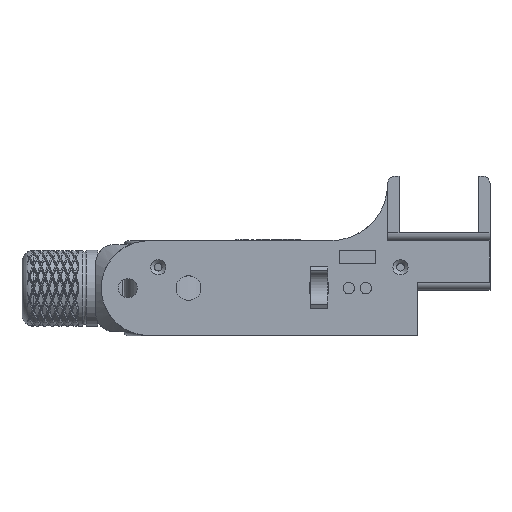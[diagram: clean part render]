
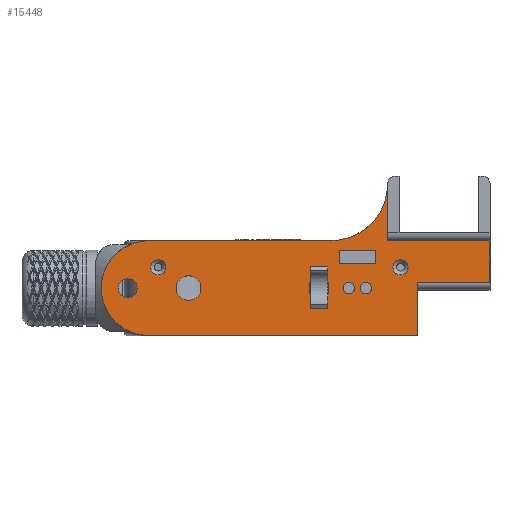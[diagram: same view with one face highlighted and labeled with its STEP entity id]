
A CAD part, top view. The second image highlights one B-rep face of the part: STEP entity #15448.
In plain terms, the highlighted planar face has unit normal (0, 0, 1).
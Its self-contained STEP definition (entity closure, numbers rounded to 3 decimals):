
#724=FACE_BOUND('',#5961,.T.);
#725=FACE_BOUND('',#5962,.T.);
#726=FACE_BOUND('',#5963,.T.);
#727=FACE_BOUND('',#5964,.T.);
#728=FACE_BOUND('',#5965,.T.);
#729=FACE_BOUND('',#5966,.T.);
#730=FACE_BOUND('',#5967,.T.);
#731=FACE_BOUND('',#5968,.T.);
#908=PLANE('',#16022);
#2951=LINE('',#37502,#3595);
#2952=LINE('',#37504,#3596);
#2953=LINE('',#37508,#3597);
#2954=LINE('',#37512,#3598);
#2955=LINE('',#37514,#3599);
#2956=LINE('',#37516,#3600);
#2957=LINE('',#37517,#3601);
#2958=LINE('',#37520,#3602);
#2959=LINE('',#37522,#3603);
#2960=LINE('',#37524,#3604);
#2961=LINE('',#37526,#3605);
#2962=LINE('',#37528,#3606);
#2963=LINE('',#37530,#3607);
#2964=LINE('',#37532,#3608);
#2965=LINE('',#37533,#3609);
#2966=LINE('',#37542,#3610);
#2967=LINE('',#37544,#3611);
#2968=LINE('',#37546,#3612);
#2969=LINE('',#37547,#3613);
#3595=VECTOR('',#17488,10.);
#3596=VECTOR('',#17489,10.);
#3597=VECTOR('',#17492,10.);
#3598=VECTOR('',#17495,10.);
#3599=VECTOR('',#17496,10.);
#3600=VECTOR('',#17497,10.);
#3601=VECTOR('',#17498,10.);
#3602=VECTOR('',#17499,10.);
#3603=VECTOR('',#17500,10.);
#3604=VECTOR('',#17501,10.);
#3605=VECTOR('',#17502,10.);
#3606=VECTOR('',#17503,10.);
#3607=VECTOR('',#17504,10.);
#3608=VECTOR('',#17505,10.);
#3609=VECTOR('',#17506,10.);
#3610=VECTOR('',#17513,10.);
#3611=VECTOR('',#17514,10.);
#3612=VECTOR('',#17515,10.);
#3613=VECTOR('',#17516,10.);
#4899=FACE_OUTER_BOUND('',#5960,.T.);
#5960=EDGE_LOOP('',(#14047,#14048,#14049,#14050,#14051,#14052,#14053,#14054,
#14055));
#5961=EDGE_LOOP('',(#14056,#14057,#14058,#14059,#14060,#14061,#14062,#14063));
#5962=EDGE_LOOP('',(#14064));
#5963=EDGE_LOOP('',(#14065));
#5964=EDGE_LOOP('',(#14066));
#5965=EDGE_LOOP('',(#14067,#14068,#14069,#14070));
#5966=EDGE_LOOP('',(#14071));
#5967=EDGE_LOOP('',(#14072));
#5968=EDGE_LOOP('',(#14073));
#6177=CIRCLE('',#16023,15.);
#6178=CIRCLE('',#16024,12.5);
#6179=CIRCLE('',#16025,2.);
#6180=CIRCLE('',#16026,2.);
#6181=CIRCLE('',#16027,2.5);
#6182=CIRCLE('',#16028,1.5);
#6183=CIRCLE('',#16029,1.5);
#6184=CIRCLE('',#16030,3.25);
#7379=VERTEX_POINT('',#37500);
#7380=VERTEX_POINT('',#37501);
#7381=VERTEX_POINT('',#37503);
#7382=VERTEX_POINT('',#37505);
#7383=VERTEX_POINT('',#37507);
#7384=VERTEX_POINT('',#37509);
#7385=VERTEX_POINT('',#37511);
#7386=VERTEX_POINT('',#37513);
#7387=VERTEX_POINT('',#37515);
#7388=VERTEX_POINT('',#37518);
#7389=VERTEX_POINT('',#37519);
#7390=VERTEX_POINT('',#37521);
#7391=VERTEX_POINT('',#37523);
#7392=VERTEX_POINT('',#37525);
#7393=VERTEX_POINT('',#37527);
#7394=VERTEX_POINT('',#37529);
#7395=VERTEX_POINT('',#37531);
#7396=VERTEX_POINT('',#37534);
#7397=VERTEX_POINT('',#37536);
#7398=VERTEX_POINT('',#37538);
#7399=VERTEX_POINT('',#37540);
#7400=VERTEX_POINT('',#37541);
#7401=VERTEX_POINT('',#37543);
#7402=VERTEX_POINT('',#37545);
#7403=VERTEX_POINT('',#37548);
#7404=VERTEX_POINT('',#37550);
#7405=VERTEX_POINT('',#37552);
#9625=EDGE_CURVE('',#7379,#7380,#2951,.T.);
#9626=EDGE_CURVE('',#7380,#7381,#2952,.T.);
#9627=EDGE_CURVE('',#7381,#7382,#6177,.T.);
#9628=EDGE_CURVE('',#7382,#7383,#2953,.T.);
#9629=EDGE_CURVE('',#7383,#7384,#6178,.T.);
#9630=EDGE_CURVE('',#7385,#7384,#2954,.T.);
#9631=EDGE_CURVE('',#7386,#7385,#2955,.T.);
#9632=EDGE_CURVE('',#7387,#7386,#2956,.T.);
#9633=EDGE_CURVE('',#7379,#7387,#2957,.T.);
#9634=EDGE_CURVE('',#7388,#7389,#2958,.T.);
#9635=EDGE_CURVE('',#7389,#7390,#2959,.T.);
#9636=EDGE_CURVE('',#7390,#7391,#2960,.T.);
#9637=EDGE_CURVE('',#7391,#7392,#2961,.T.);
#9638=EDGE_CURVE('',#7392,#7393,#2962,.T.);
#9639=EDGE_CURVE('',#7393,#7394,#2963,.T.);
#9640=EDGE_CURVE('',#7394,#7395,#2964,.T.);
#9641=EDGE_CURVE('',#7395,#7388,#2965,.T.);
#9642=EDGE_CURVE('',#7396,#7396,#6179,.T.);
#9643=EDGE_CURVE('',#7397,#7397,#6180,.T.);
#9644=EDGE_CURVE('',#7398,#7398,#6181,.T.);
#9645=EDGE_CURVE('',#7399,#7400,#2966,.T.);
#9646=EDGE_CURVE('',#7400,#7401,#2967,.T.);
#9647=EDGE_CURVE('',#7401,#7402,#2968,.T.);
#9648=EDGE_CURVE('',#7402,#7399,#2969,.T.);
#9649=EDGE_CURVE('',#7403,#7403,#6182,.T.);
#9650=EDGE_CURVE('',#7404,#7404,#6183,.T.);
#9651=EDGE_CURVE('',#7405,#7405,#6184,.T.);
#14047=ORIENTED_EDGE('',*,*,#9625,.T.);
#14048=ORIENTED_EDGE('',*,*,#9626,.T.);
#14049=ORIENTED_EDGE('',*,*,#9627,.T.);
#14050=ORIENTED_EDGE('',*,*,#9628,.T.);
#14051=ORIENTED_EDGE('',*,*,#9629,.T.);
#14052=ORIENTED_EDGE('',*,*,#9630,.F.);
#14053=ORIENTED_EDGE('',*,*,#9631,.F.);
#14054=ORIENTED_EDGE('',*,*,#9632,.F.);
#14055=ORIENTED_EDGE('',*,*,#9633,.F.);
#14056=ORIENTED_EDGE('',*,*,#9634,.T.);
#14057=ORIENTED_EDGE('',*,*,#9635,.T.);
#14058=ORIENTED_EDGE('',*,*,#9636,.T.);
#14059=ORIENTED_EDGE('',*,*,#9637,.T.);
#14060=ORIENTED_EDGE('',*,*,#9638,.T.);
#14061=ORIENTED_EDGE('',*,*,#9639,.T.);
#14062=ORIENTED_EDGE('',*,*,#9640,.T.);
#14063=ORIENTED_EDGE('',*,*,#9641,.T.);
#14064=ORIENTED_EDGE('',*,*,#9642,.F.);
#14065=ORIENTED_EDGE('',*,*,#9643,.F.);
#14066=ORIENTED_EDGE('',*,*,#9644,.T.);
#14067=ORIENTED_EDGE('',*,*,#9645,.T.);
#14068=ORIENTED_EDGE('',*,*,#9646,.T.);
#14069=ORIENTED_EDGE('',*,*,#9647,.T.);
#14070=ORIENTED_EDGE('',*,*,#9648,.T.);
#14071=ORIENTED_EDGE('',*,*,#9649,.T.);
#14072=ORIENTED_EDGE('',*,*,#9650,.T.);
#14073=ORIENTED_EDGE('',*,*,#9651,.T.);
#15448=ADVANCED_FACE('',(#4899,#724,#725,#726,#727,#728,#729,#730,#731),
#908,.T.);
#16022=AXIS2_PLACEMENT_3D('',#37499,#17486,#17487);
#16023=AXIS2_PLACEMENT_3D('',#37506,#17490,#17491);
#16024=AXIS2_PLACEMENT_3D('',#37510,#17493,#17494);
#16025=AXIS2_PLACEMENT_3D('',#37535,#17507,#17508);
#16026=AXIS2_PLACEMENT_3D('',#37537,#17509,#17510);
#16027=AXIS2_PLACEMENT_3D('',#37539,#17511,#17512);
#16028=AXIS2_PLACEMENT_3D('',#37549,#17517,#17518);
#16029=AXIS2_PLACEMENT_3D('',#37551,#17519,#17520);
#16030=AXIS2_PLACEMENT_3D('',#37553,#17521,#17522);
#17486=DIRECTION('center_axis',(0.,0.,1.));
#17487=DIRECTION('ref_axis',(-1.,0.,0.));
#17488=DIRECTION('',(-1.,0.,0.));
#17489=DIRECTION('',(0.,1.,0.));
#17490=DIRECTION('center_axis',(0.,0.,-1.));
#17491=DIRECTION('ref_axis',(0.,-1.,0.));
#17492=DIRECTION('',(-1.,0.,0.));
#17493=DIRECTION('center_axis',(0.,0.,1.));
#17494=DIRECTION('ref_axis',(-1.,0.,0.));
#17495=DIRECTION('',(-1.,0.,0.));
#17496=DIRECTION('',(0.,-1.,0.));
#17497=DIRECTION('',(-1.,0.,0.));
#17498=DIRECTION('',(0.,-1.,0.));
#17499=DIRECTION('',(-1.,0.,0.));
#17500=DIRECTION('',(0.,1.,0.));
#17501=DIRECTION('',(-1.,0.,0.));
#17502=DIRECTION('',(0.,1.,0.));
#17503=DIRECTION('',(1.,0.,0.));
#17504=DIRECTION('',(0.,-1.,0.));
#17505=DIRECTION('',(1.,0.,0.));
#17506=DIRECTION('',(0.,-1.,0.));
#17507=DIRECTION('center_axis',(0.,0.,1.));
#17508=DIRECTION('ref_axis',(-1.,0.,0.));
#17509=DIRECTION('center_axis',(0.,0.,1.));
#17510=DIRECTION('ref_axis',(-1.,0.,0.));
#17511=DIRECTION('center_axis',(0.,0.,-1.));
#17512=DIRECTION('ref_axis',(-1.,0.,0.));
#17513=DIRECTION('',(0.,1.,0.));
#17514=DIRECTION('',(1.,0.,0.));
#17515=DIRECTION('',(0.,-1.,0.));
#17516=DIRECTION('',(-1.,0.,0.));
#17517=DIRECTION('center_axis',(0.,0.,-1.));
#17518=DIRECTION('ref_axis',(1.,0.,0.));
#17519=DIRECTION('center_axis',(0.,0.,-1.));
#17520=DIRECTION('ref_axis',(1.,0.,0.));
#17521=DIRECTION('center_axis',(0.,0.,-1.));
#17522=DIRECTION('ref_axis',(-1.,0.,0.));
#37499=CARTESIAN_POINT('Origin',(108.35,-48.25,57.));
#37500=CARTESIAN_POINT('',(159.6,-43.25,57.));
#37501=CARTESIAN_POINT('',(132.605,-43.25,57.));
#37502=CARTESIAN_POINT('',(69.6,-43.25,57.));
#37503=CARTESIAN_POINT('',(132.605,-28.25,57.));
#37504=CARTESIAN_POINT('',(132.605,-43.25,57.));
#37505=CARTESIAN_POINT('',(117.605,-43.25,57.));
#37506=CARTESIAN_POINT('Origin',(117.605,-28.25,57.));
#37507=CARTESIAN_POINT('',(69.6,-43.25,57.));
#37508=CARTESIAN_POINT('',(117.105,-43.25,57.));
#37509=CARTESIAN_POINT('',(69.6,-68.25,57.));
#37510=CARTESIAN_POINT('Origin',(69.6,-55.75,57.));
#37511=CARTESIAN_POINT('',(140.6,-68.25,57.));
#37512=CARTESIAN_POINT('',(140.6,-68.25,57.));
#37513=CARTESIAN_POINT('',(140.6,-54.25,57.));
#37514=CARTESIAN_POINT('',(140.6,-66.25,57.));
#37515=CARTESIAN_POINT('',(159.6,-54.25,57.));
#37516=CARTESIAN_POINT('',(159.6,-54.25,57.));
#37517=CARTESIAN_POINT('',(159.6,-51.25,57.));
#37518=CARTESIAN_POINT('',(117.105,-57.25,57.));
#37519=CARTESIAN_POINT('',(112.105,-57.25,57.));
#37520=CARTESIAN_POINT('',(112.727,-57.25,57.));
#37521=CARTESIAN_POINT('',(112.105,-57.23,57.));
#37522=CARTESIAN_POINT('',(112.105,-52.75,57.));
#37523=CARTESIAN_POINT('',(112.1,-57.23,57.));
#37524=CARTESIAN_POINT('',(110.225,-57.23,57.));
#37525=CARTESIAN_POINT('',(112.1,-54.23,57.));
#37526=CARTESIAN_POINT('',(112.1,-52.74,57.));
#37527=CARTESIAN_POINT('',(117.1,-54.23,57.));
#37528=CARTESIAN_POINT('',(112.725,-54.23,57.));
#37529=CARTESIAN_POINT('',(117.1,-54.25,57.));
#37530=CARTESIAN_POINT('',(117.1,-51.24,57.));
#37531=CARTESIAN_POINT('',(117.105,-54.25,57.));
#37532=CARTESIAN_POINT('',(110.227,-54.25,57.));
#37533=CARTESIAN_POINT('',(117.105,-51.25,57.));
#37534=CARTESIAN_POINT('',(74.105,-50.248,57.));
#37535=CARTESIAN_POINT('Origin',(72.105,-50.248,57.));
#37536=CARTESIAN_POINT('',(138.,-50.248,57.));
#37537=CARTESIAN_POINT('Origin',(136.,-50.248,57.));
#37538=CARTESIAN_POINT('',(66.605,-55.75,57.));
#37539=CARTESIAN_POINT('Origin',(64.105,-55.75,57.));
#37540=CARTESIAN_POINT('',(119.855,-49.25,57.));
#37541=CARTESIAN_POINT('',(119.855,-45.75,57.));
#37542=CARTESIAN_POINT('',(119.855,-48.75,57.));
#37543=CARTESIAN_POINT('',(129.355,-45.75,57.));
#37544=CARTESIAN_POINT('',(114.102,-45.75,57.));
#37545=CARTESIAN_POINT('',(129.355,-49.25,57.));
#37546=CARTESIAN_POINT('',(129.355,-47.,57.));
#37547=CARTESIAN_POINT('',(118.852,-49.25,57.));
#37548=CARTESIAN_POINT('',(120.855,-55.75,57.));
#37549=CARTESIAN_POINT('Origin',(122.355,-55.75,57.));
#37550=CARTESIAN_POINT('',(125.355,-55.75,57.));
#37551=CARTESIAN_POINT('Origin',(126.855,-55.75,57.));
#37552=CARTESIAN_POINT('',(83.355,-55.75,57.));
#37553=CARTESIAN_POINT('Origin',(80.105,-55.75,57.));
